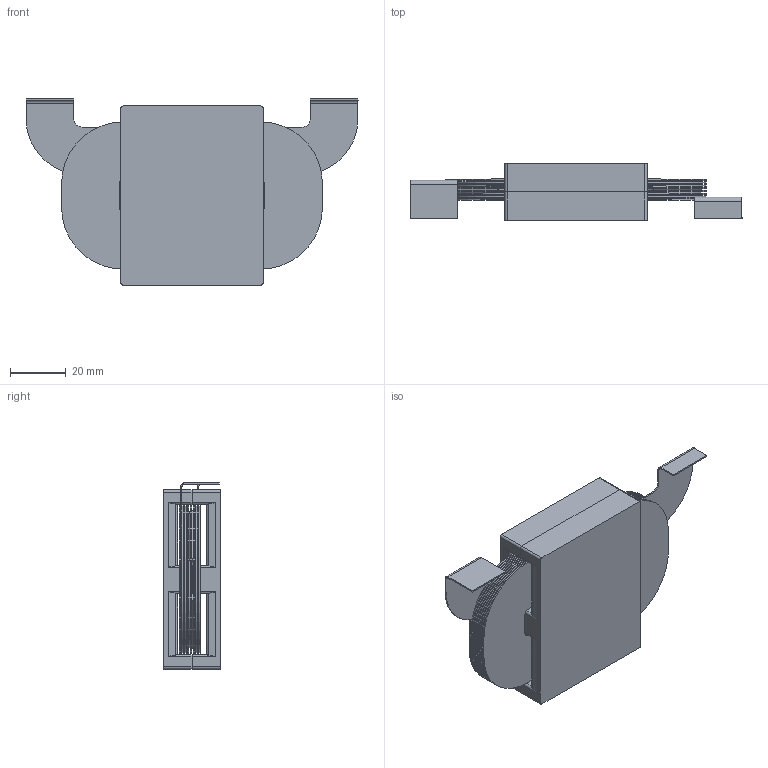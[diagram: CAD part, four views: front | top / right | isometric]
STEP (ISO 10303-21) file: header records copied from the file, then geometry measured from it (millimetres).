
FILE_DESCRIPTION (( 'STEP AP214' ), '1' );
FILE_NAME ('ELP64 Ignition.STEP', '2019-08-20T13:51:20', ( '' ), ( '' ), 'SwSTEP 2.0', 'SolidWorks 2018', '' );
FILE_SCHEMA (( 'AUTOMOTIVE_DESIGN' ));
Length unit declared in the file: millimetre
Products named in the file (5): Coil Assembly; Coil; Insulation; ELP64; ELP64 Ignition
Assembly tree (12 placements, depth 3):
  ELP64 Ignition
    ELP64  x2
    Coil Assembly
      Coil
      Insulation  x8
Bounding box: 118.61 x 20.4 x 66.54 mm (x, y, z)
Volume: 68863.1 mm3; surface area: 122045.4 mm2
Topology: 11 solids, 11 shells, 352 faces, 926 edges, 596 vertices
Faces by surface type: plane 190, cylinder 150, bspline 12
Entity records: 7638 total; most frequent: CARTESIAN_POINT 2850, ORIENTED_EDGE 988, DIRECTION 922, EDGE_CURVE 494, AXIS2_PLACEMENT_3D 308, VERTEX_POINT 308, LINE 306, VECTOR 306
